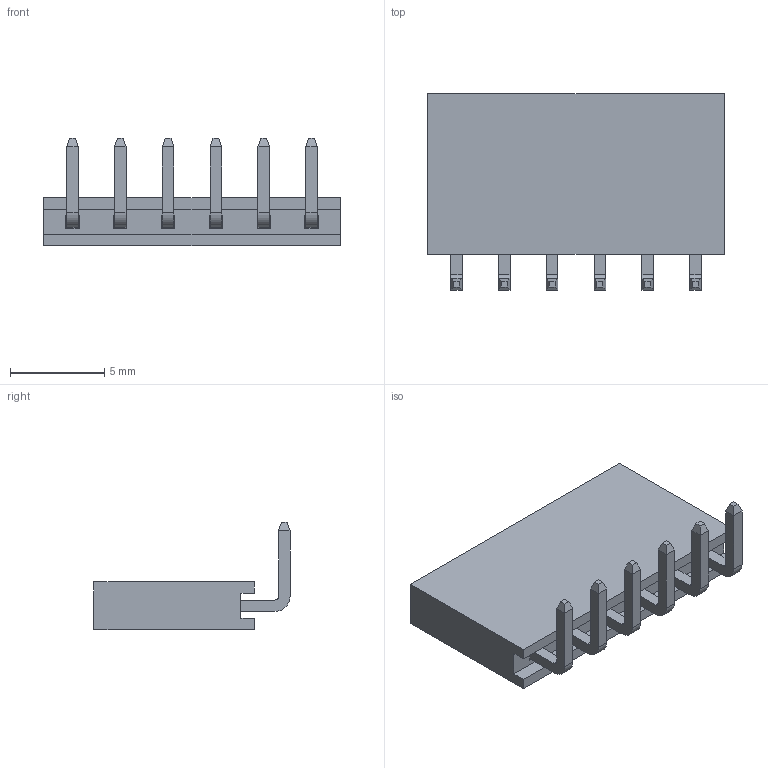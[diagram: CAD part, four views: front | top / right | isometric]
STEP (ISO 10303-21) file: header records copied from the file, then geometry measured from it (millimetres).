
FILE_DESCRIPTION(('FreeCAD Model'),'2;1');
FILE_NAME('Open CASCADE Shape Model','2023-09-26T21:23:22',('Author'),( ''),'Open CASCADE STEP processor 7.6','FreeCAD','Unknown');
FILE_SCHEMA(('AUTOMOTIVE_DESIGN { 1 0 10303 214 1 1 1 1 }'));
Length unit declared in the file: millimetre
Products named in the file (1): 1x6_RF
Bounding box: 15.75 x 10.41 x 5.7 mm (x, y, z)
Volume: 320.4 mm3; surface area: 646.6 mm2
Topology: 1 solids, 1 shells, 214 faces, 552 edges, 352 vertices
Faces by surface type: plane 190, cylinder 24
Entity records: 7930 total; most frequent: CARTESIAN_POINT 1119, ORIENTED_EDGE 1104, DIRECTION 1030, EDGE_CURVE 552, LINE 504, VECTOR 504, VERTEX_POINT 352, AXIS2_PLACEMENT_3D 263
